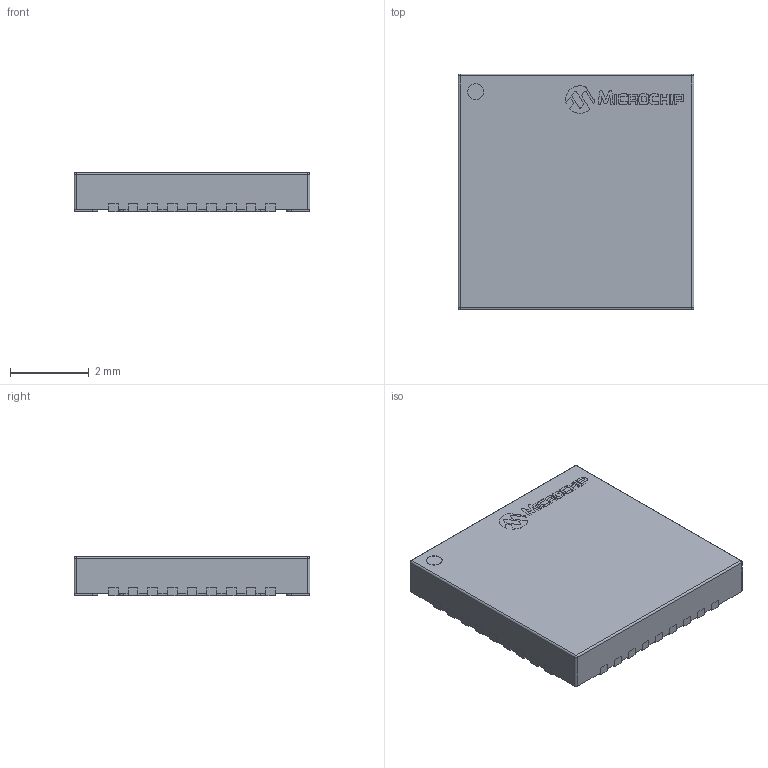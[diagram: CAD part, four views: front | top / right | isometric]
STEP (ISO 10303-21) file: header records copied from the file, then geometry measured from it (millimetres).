
FILE_DESCRIPTION (( 'STEP AP214' ), '1' );
FILE_NAME ('36SQFN-3706-6x6B.STEP', '2020-02-19T01:29:27', ( '' ), ( '' ), 'SwSTEP 2.0', 'SolidWorks 2019', '' );
FILE_SCHEMA (( 'AUTOMOTIVE_DESIGN' ));
Length unit declared in the file: inch
Products named in the file (5): 36SQFN-3706-6x6B; Body; Microchip_Logo_2.5mm; 0.4mm; Pin
Assembly tree (4 placements, depth 2):
  36SQFN-3706-6x6B
    Body
    Pin
    0.4mm
    Microchip_Logo_2.5mm
Bounding box: 6 x 6 x 1 mm (x, y, z)
Volume: 35.1 mm3; surface area: 155.8 mm2
Topology: 49 solids, 49 shells, 565 faces, 1387 edges, 918 vertices
Faces by surface type: plane 372, cylinder 110, bspline 79, sphere 4
Entity records: 17670 total; most frequent: CARTESIAN_POINT 3900, ORIENTED_EDGE 2766, DIRECTION 2431, EDGE_CURVE 1383, LINE 1005, VECTOR 1005, VERTEX_POINT 918, AXIS2_PLACEMENT_3D 713
